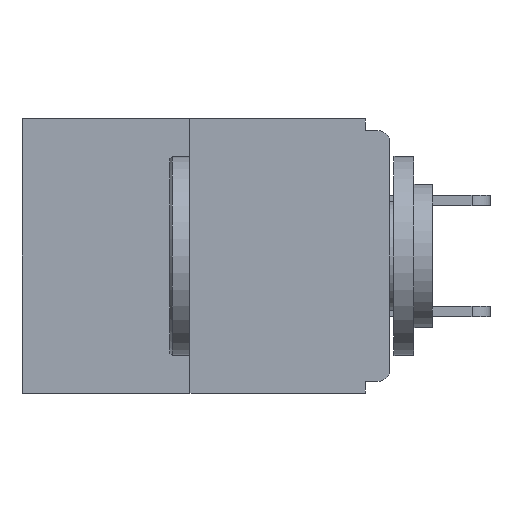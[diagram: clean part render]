
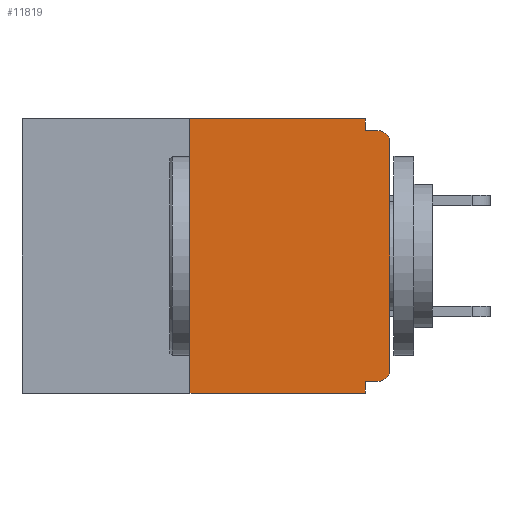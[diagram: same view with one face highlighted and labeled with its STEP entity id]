
A CAD part, left-side view. The second image highlights one B-rep face of the part: STEP entity #11819.
In plain terms, the highlighted planar face has unit normal (-1, 0, 0).
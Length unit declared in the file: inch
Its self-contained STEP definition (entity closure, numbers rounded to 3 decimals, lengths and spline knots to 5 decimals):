
#204 = VECTOR ( 'NONE', #15542, 39.37008 ) ;
#256 = LINE ( 'NONE', #2016, #204 ) ;
#512 = CARTESIAN_POINT ( 'NONE',  ( 0., 0.031, -0.015 ) ) ;
#548 = DIRECTION ( 'NONE',  ( 0., 0., -1. ) ) ;
#590 = ORIENTED_EDGE ( 'NONE', *, *, #2552, .F. ) ;
#592 = LINE ( 'NONE', #2779, #1634 ) ;
#957 = CARTESIAN_POINT ( 'NONE',  ( 0., 0.015, -0.313 ) ) ;
#1459 = VERTEX_POINT ( 'NONE', #10540 ) ;
#1605 = LINE ( 'NONE', #13579, #15137 ) ;
#1634 = VECTOR ( 'NONE', #14697, 39.37008 ) ;
#1651 = EDGE_CURVE ( 'NONE', #1459, #7184, #2780, .T. ) ;
#1768 = CARTESIAN_POINT ( 'NONE',  ( 0., 0.46, -0.343 ) ) ;
#2016 = CARTESIAN_POINT ( 'NONE',  ( 0., 0.25, 0. ) ) ;
#2119 = VECTOR ( 'NONE', #548, 39.37008 ) ;
#2130 = VERTEX_POINT ( 'NONE', #12548 ) ;
#2158 = CARTESIAN_POINT ( 'NONE',  ( 0., 0.46, 0. ) ) ;
#2491 = AXIS2_PLACEMENT_3D ( 'NONE', #957, #5067, #15848 ) ;
#2552 = EDGE_CURVE ( 'NONE', #2572, #9194, #12897, .T. ) ;
#2572 = VERTEX_POINT ( 'NONE', #16857 ) ;
#2589 = ORIENTED_EDGE ( 'NONE', *, *, #12152, .T. ) ;
#2690 = ORIENTED_EDGE ( 'NONE', *, *, #3334, .F. ) ;
#2779 = CARTESIAN_POINT ( 'NONE',  ( 0., 0., -0.015 ) ) ;
#2780 = CIRCLE ( 'NONE', #7499, 0.015 ) ;
#2902 = CARTESIAN_POINT ( 'NONE',  ( 0., 0.25, -0.343 ) ) ;
#3212 = DIRECTION ( 'NONE',  ( 0., -1., 0. ) ) ;
#3292 = ORIENTED_EDGE ( 'NONE', *, *, #7804, .F. ) ;
#3334 = EDGE_CURVE ( 'NONE', #9194, #7184, #592, .T. ) ;
#3521 = DIRECTION ( 'NONE',  ( 0., 0., -1. ) ) ;
#4072 = CARTESIAN_POINT ( 'NONE',  ( 0., 0.25, 0. ) ) ;
#5067 = DIRECTION ( 'NONE',  ( -1., 0., 0. ) ) ;
#5251 = CARTESIAN_POINT ( 'NONE',  ( 0., 0.46, 0. ) ) ;
#5500 = ORIENTED_EDGE ( 'NONE', *, *, #17085, .F. ) ;
#5922 = DIRECTION ( 'NONE',  ( -1., 0., 0. ) ) ;
#5984 = CARTESIAN_POINT ( 'NONE',  ( 0., 0., -0.313 ) ) ;
#6187 = PLANE ( 'NONE',  #6270 ) ;
#6270 = AXIS2_PLACEMENT_3D ( 'NONE', #2158, #8967, #3521 ) ;
#6331 = CARTESIAN_POINT ( 'NONE',  ( 0., 0., 0. ) ) ;
#6407 = ORIENTED_EDGE ( 'NONE', *, *, #1651, .T. ) ;
#6945 = DIRECTION ( 'NONE',  ( 0., -1., 0. ) ) ;
#7184 = VERTEX_POINT ( 'NONE', #15907 ) ;
#7499 = AXIS2_PLACEMENT_3D ( 'NONE', #8762, #5922, #8700 ) ;
#7804 = EDGE_CURVE ( 'NONE', #2130, #9012, #12089, .T. ) ;
#8700 = DIRECTION ( 'NONE',  ( 0., 0., -1. ) ) ;
#8759 = VERTEX_POINT ( 'NONE', #4072 ) ;
#8762 = CARTESIAN_POINT ( 'NONE',  ( 0., 0.015, -0.03 ) ) ;
#8898 = FACE_OUTER_BOUND ( 'NONE', #11928, .T. ) ;
#8967 = DIRECTION ( 'NONE',  ( 1., 0., 0. ) ) ;
#9012 = VERTEX_POINT ( 'NONE', #13230 ) ;
#9194 = VERTEX_POINT ( 'NONE', #512 ) ;
#9222 = VERTEX_POINT ( 'NONE', #5984 ) ;
#9282 = CARTESIAN_POINT ( 'NONE',  ( 0., 0.015, -0.328 ) ) ;
#9312 = DIRECTION ( 'NONE',  ( 0., 0., -1. ) ) ;
#10110 = EDGE_CURVE ( 'NONE', #9222, #1459, #11682, .T. ) ;
#10446 = VERTEX_POINT ( 'NONE', #9282 ) ;
#10540 = CARTESIAN_POINT ( 'NONE',  ( 0., 0., -0.03 ) ) ;
#10736 = EDGE_CURVE ( 'NONE', #10446, #9222, #15017, .T. ) ;
#11548 = CARTESIAN_POINT ( 'NONE',  ( 0., 0.031, 0. ) ) ;
#11682 = LINE ( 'NONE', #6331, #16342 ) ;
#11771 = ORIENTED_EDGE ( 'NONE', *, *, #14281, .F. ) ;
#11819 = ADVANCED_FACE ( 'NONE', ( #8898 ), #6187, .F. ) ;
#11890 = CARTESIAN_POINT ( 'NONE',  ( 0., 0.031, -0.343 ) ) ;
#11928 = EDGE_LOOP ( 'NONE', ( #5500, #11771, #2589, #3292, #14351, #15490, #15328, #6407, #2690, #590 ) ) ;
#12089 = LINE ( 'NONE', #11890, #12936 ) ;
#12152 = EDGE_CURVE ( 'NONE', #12516, #9012, #16961, .T. ) ;
#12300 = DIRECTION ( 'NONE',  ( 0., 1., 0. ) ) ;
#12516 = VERTEX_POINT ( 'NONE', #2902 ) ;
#12548 = CARTESIAN_POINT ( 'NONE',  ( 0., 0.031, -0.328 ) ) ;
#12897 = LINE ( 'NONE', #11548, #2119 ) ;
#12936 = VECTOR ( 'NONE', #9312, 39.37008 ) ;
#13230 = CARTESIAN_POINT ( 'NONE',  ( 0., 0.031, -0.343 ) ) ;
#13501 = VECTOR ( 'NONE', #6945, 39.37008 ) ;
#13548 = EDGE_CURVE ( 'NONE', #10446, #2130, #1605, .T. ) ;
#13579 = CARTESIAN_POINT ( 'NONE',  ( 0., 0., -0.328 ) ) ;
#14281 = EDGE_CURVE ( 'NONE', #12516, #8759, #256, .T. ) ;
#14351 = ORIENTED_EDGE ( 'NONE', *, *, #13548, .F. ) ;
#14697 = DIRECTION ( 'NONE',  ( 0., -1., 0. ) ) ;
#14974 = LINE ( 'NONE', #5251, #13501 ) ;
#15017 = CIRCLE ( 'NONE', #2491, 0.015 ) ;
#15137 = VECTOR ( 'NONE', #12300, 39.37008 ) ;
#15328 = ORIENTED_EDGE ( 'NONE', *, *, #10110, .T. ) ;
#15490 = ORIENTED_EDGE ( 'NONE', *, *, #10736, .T. ) ;
#15542 = DIRECTION ( 'NONE',  ( 0., 0., 1. ) ) ;
#15848 = DIRECTION ( 'NONE',  ( 0., 0., -1. ) ) ;
#15907 = CARTESIAN_POINT ( 'NONE',  ( 0., 0.015, -0.015 ) ) ;
#16342 = VECTOR ( 'NONE', #16949, 39.37008 ) ;
#16508 = VECTOR ( 'NONE', #3212, 39.37008 ) ;
#16857 = CARTESIAN_POINT ( 'NONE',  ( 0., 0.031, 0. ) ) ;
#16949 = DIRECTION ( 'NONE',  ( 0., 0., 1. ) ) ;
#16961 = LINE ( 'NONE', #1768, #16508 ) ;
#17085 = EDGE_CURVE ( 'NONE', #8759, #2572, #14974, .T. ) ;
